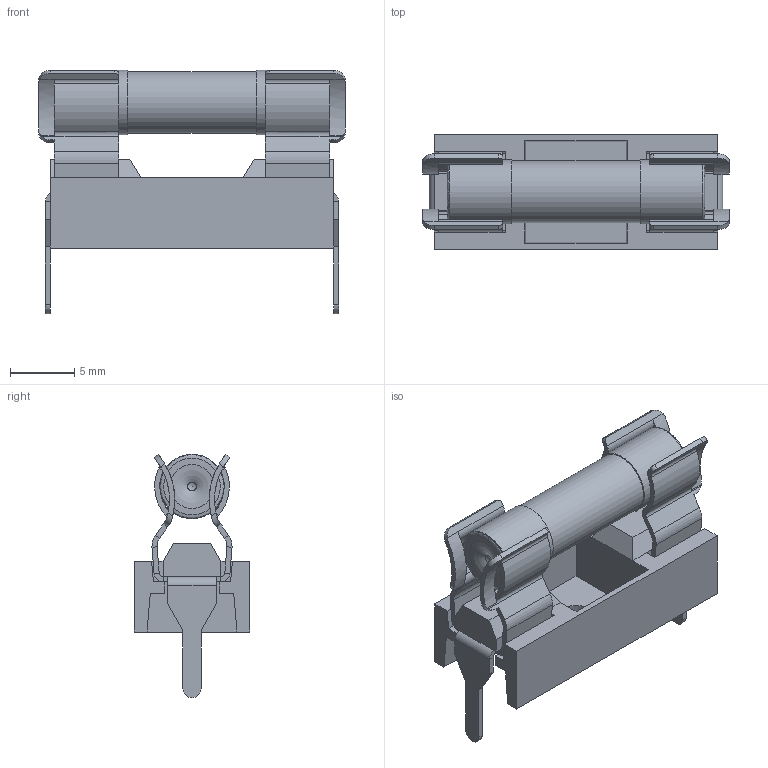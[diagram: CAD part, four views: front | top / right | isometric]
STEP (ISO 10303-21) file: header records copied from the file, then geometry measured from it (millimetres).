
FILE_DESCRIPTION(('STEP AP214'), '1');
FILE_NAME('FH-102', '', ('UNSPECIFIED'), ('UNSPECIFIED'), 'ASCON STEP Converter 1.3', 'ASCON Math Kernel', '');
FILE_SCHEMA(('AUTOMOTIVE_DESIGN { 1 0 10303 214 3 1 1}'));
Length unit declared in the file: millimetre
Assembly tree (2 placements, depth 2):
  (unnamed)
    (unnamed)
    (unnamed)
Bounding box: 23.8 x 9 x 18.9 mm (x, y, z)
Volume: 828.7 mm3; surface area: 2724.6 mm2
Topology: 7 solids, 7 shells, 318 faces, 778 edges, 468 vertices
Faces by surface type: plane 230, cylinder 74, sphere 6, torus 4, revolution 4
Full cylindrical faces by diameter (mm): 0.1 x1, 3.1 x1, 3.8 x1, 4.8 x3, 5 x2
Entity records: 12176 total; most frequent: CARTESIAN_POINT 2033, DIRECTION 1550, ORIENTED_EDGE 1500, EDGE_CURVE 750, LINE 540, VECTOR 540, AXIS2_PLACEMENT_3D 503, VERTEX_POINT 462
